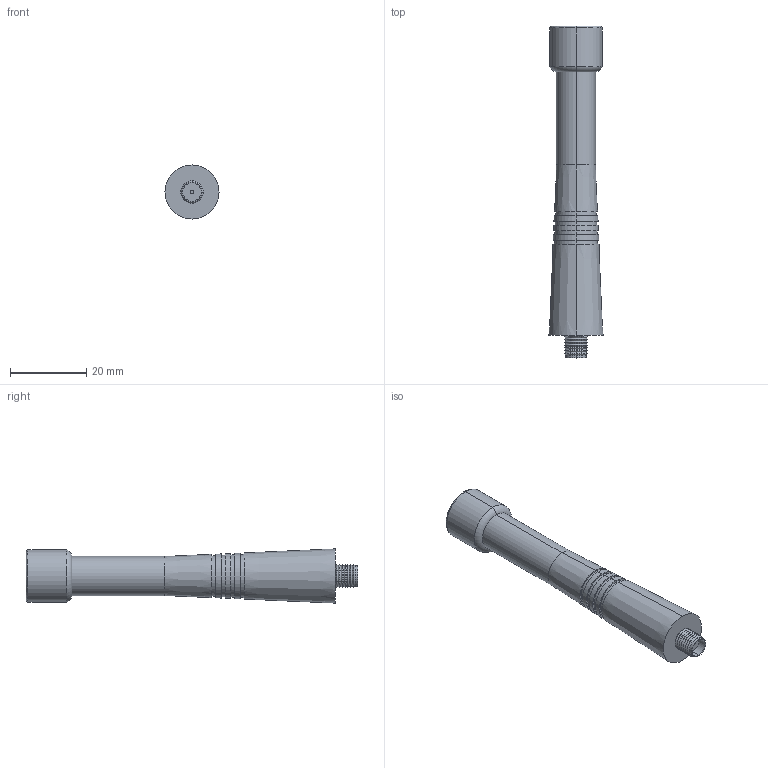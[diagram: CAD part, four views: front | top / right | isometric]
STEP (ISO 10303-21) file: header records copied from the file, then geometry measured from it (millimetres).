
FILE_DESCRIPTION (( 'STEP AP214' ), '1' );
FILE_NAME ('FMANRBD1014_3D.step', '2023-03-06T14:44:11', ( '' ), ( '' ), 'SwSTEP 2.0', 'SolidWorks 2022', '' );
FILE_SCHEMA (( 'AUTOMOTIVE_DESIGN' ));
Length unit declared in the file: inch
Products named in the file (1): FMANRBD1014_3D
Bounding box: 14.2 x 86.98 x 14.2 mm (x, y, z)
Volume: 9077.4 mm3; surface area: 3630.9 mm2
Topology: 1 solids, 1 shells, 73 faces, 144 edges, 84 vertices
Faces by surface type: cone 46, plane 13, cylinder 10, torus 4
Entity records: 1918 total; most frequent: DIRECTION 380, CARTESIAN_POINT 302, ORIENTED_EDGE 288, AXIS2_PLACEMENT_3D 162, EDGE_CURVE 144, CIRCLE 88, VERTEX_POINT 84, EDGE_LOOP 84
